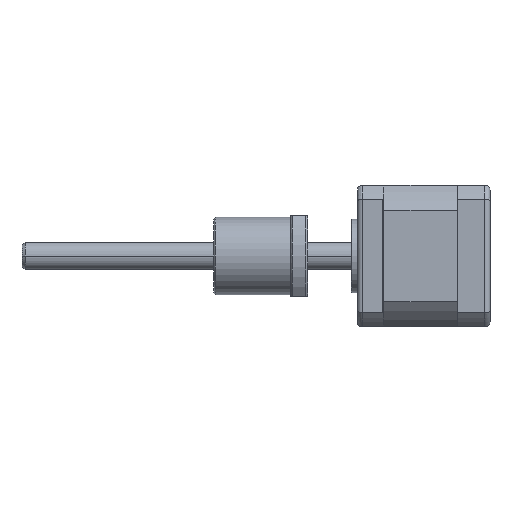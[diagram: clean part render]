
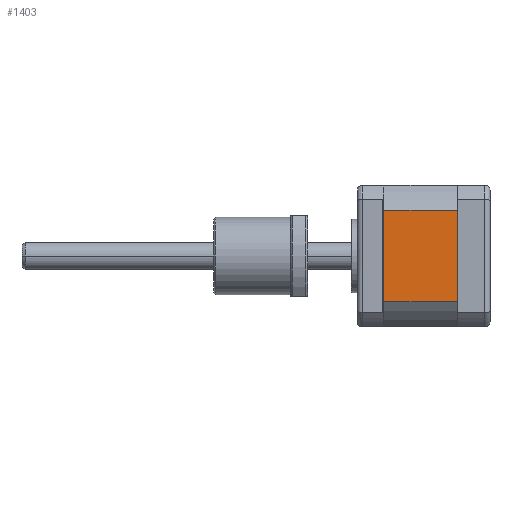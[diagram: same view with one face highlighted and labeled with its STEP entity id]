
A CAD part, left-side view. The second image highlights one B-rep face of the part: STEP entity #1403.
In plain terms, the highlighted planar face has unit normal (-1, 0, 0).
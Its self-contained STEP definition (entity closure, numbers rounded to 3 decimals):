
#141 = EDGE_CURVE ( 'NONE', #11057, #4335, #3109, .T. ) ;
#831 = ORIENTED_EDGE ( 'NONE', *, *, #5133, .T. ) ;
#1142 = EDGE_CURVE ( 'NONE', #9478, #11057, #2518, .T. ) ;
#1287 = CARTESIAN_POINT ( 'NONE',  ( -25.809, -11.807, 3.044 ) ) ;
#1403 = ADVANCED_FACE ( 'NONE', ( #10855 ), #6412, .F. ) ;
#1782 = CARTESIAN_POINT ( 'NONE',  ( -25.809, -11.807, 30.232 ) ) ;
#2518 = LINE ( 'NONE', #4485, #11566 ) ;
#2535 = CARTESIAN_POINT ( 'NONE',  ( -25.809, -11.807, 3.044 ) ) ;
#2564 = ORIENTED_EDGE ( 'NONE', *, *, #141, .F. ) ;
#2957 = LINE ( 'NONE', #5024, #5051 ) ;
#3109 = LINE ( 'NONE', #6058, #4923 ) ;
#3268 = CARTESIAN_POINT ( 'NONE',  ( -25.809, -11.807, 30.232 ) ) ;
#3571 = DIRECTION ( 'NONE',  ( 1., 0., 0. ) ) ;
#4335 = VERTEX_POINT ( 'NONE', #6741 ) ;
#4485 = CARTESIAN_POINT ( 'NONE',  ( -25.809, -11.807, 3.044 ) ) ;
#4523 = LINE ( 'NONE', #3268, #6935 ) ;
#4710 = CARTESIAN_POINT ( 'NONE',  ( -25.809, 10.193, 30.232 ) ) ;
#4923 = VECTOR ( 'NONE', #10579, 1000. ) ;
#5024 = CARTESIAN_POINT ( 'NONE',  ( -25.809, 10.193, 3.044 ) ) ;
#5051 = VECTOR ( 'NONE', #5953, 1000. ) ;
#5133 = EDGE_CURVE ( 'NONE', #9478, #7491, #4523, .T. ) ;
#5953 = DIRECTION ( 'NONE',  ( 0., 0., -1. ) ) ;
#5957 = EDGE_LOOP ( 'NONE', ( #9339, #2564, #8523, #831 ) ) ;
#6058 = CARTESIAN_POINT ( 'NONE',  ( -25.809, -11.807, 3.044 ) ) ;
#6199 = EDGE_CURVE ( 'NONE', #7491, #4335, #2957, .T. ) ;
#6412 = PLANE ( 'NONE',  #11076 ) ;
#6741 = CARTESIAN_POINT ( 'NONE',  ( -25.809, 10.193, 3.044 ) ) ;
#6935 = VECTOR ( 'NONE', #10513, 1000. ) ;
#7491 = VERTEX_POINT ( 'NONE', #4710 ) ;
#7797 = DIRECTION ( 'NONE',  ( 0., 0., -1. ) ) ;
#8523 = ORIENTED_EDGE ( 'NONE', *, *, #1142, .F. ) ;
#8593 = DIRECTION ( 'NONE',  ( 0., 0., 1. ) ) ;
#9339 = ORIENTED_EDGE ( 'NONE', *, *, #6199, .T. ) ;
#9478 = VERTEX_POINT ( 'NONE', #1782 ) ;
#10513 = DIRECTION ( 'NONE',  ( 0., 1., 0. ) ) ;
#10579 = DIRECTION ( 'NONE',  ( 0., 1., 0. ) ) ;
#10855 = FACE_OUTER_BOUND ( 'NONE', #5957, .T. ) ;
#11057 = VERTEX_POINT ( 'NONE', #2535 ) ;
#11076 = AXIS2_PLACEMENT_3D ( 'NONE', #1287, #3571, #8593 ) ;
#11566 = VECTOR ( 'NONE', #7797, 1000. ) ;
